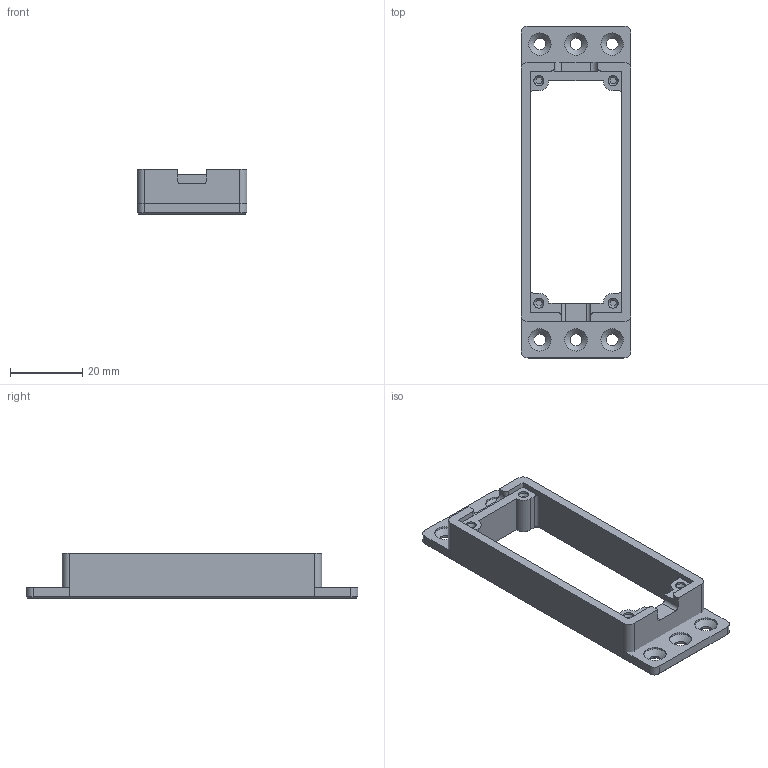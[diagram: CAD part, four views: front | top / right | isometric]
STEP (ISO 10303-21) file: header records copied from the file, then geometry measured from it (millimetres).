
FILE_DESCRIPTION(/* description */ ('STEP AP242','CAx-IF Rec.Pracs.---Representation and Presentation of Product Manufacturing Information (PMI)---4.0---2014-10-13','CAx-IF Rec.Pracs.---3D Tessellated Geometry---0.4---2014-09-14','2;1'),/* implementation_level */ '2;1');
FILE_NAME(/* name */ '6584daa4ab2f13516c472405',/* time_stamp */ '2023-12-22T00:39:01Z',/* author */ (''),/* organization */ (''),/* preprocessor_version */ 'ST-DEVELOPER v19.4',/* originating_system */ ' ',/* authorisation */ ' ');
FILE_SCHEMA (('AP242_MANAGED_MODEL_BASED_3D_ENGINEERING_MIM_LF { 1 0 10303 442 1 1 4 }'));
Length unit declared in the file: metre
Products named in the file (3): tab_2; tab_1; pcb_base_openrb-150
Bounding box: 30.4 x 91.8 x 12.5 mm (x, y, z)
Volume: 9539.9 mm3; surface area: 8004.8 mm2
Topology: 3 solids, 3 shells, 139 faces, 340 edges, 210 vertices
Faces by surface type: plane 63, cylinder 44, cone 32
Full cylindrical faces by diameter (mm): 1.8 x4, 2.8 x4, 3.3 x6, 6.2 x6
Entity records: 3879 total; most frequent: DIRECTION 684, CARTESIAN_POINT 648, ORIENTED_EDGE 588, EDGE_CURVE 294, AXIS2_PLACEMENT_3D 252, VERTEX_POINT 200, EDGE_LOOP 192, FACE_BOUND 192
